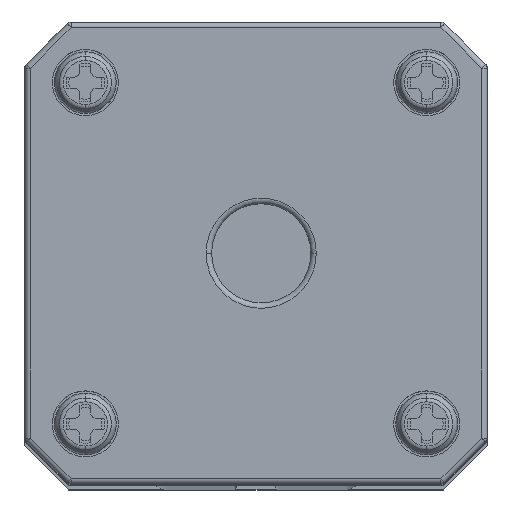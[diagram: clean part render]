
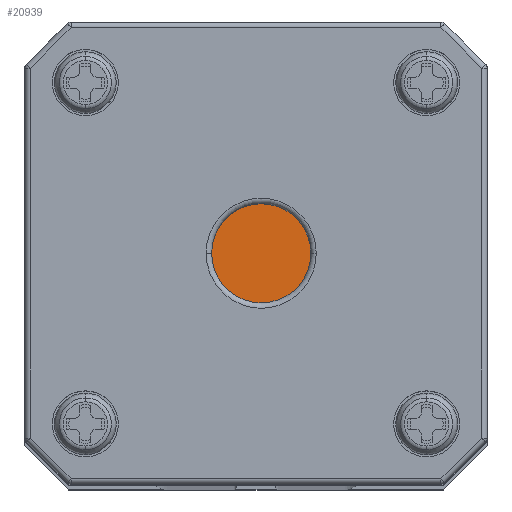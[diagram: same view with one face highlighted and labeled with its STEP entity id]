
A CAD part, top view. The second image highlights one B-rep face of the part: STEP entity #20939.
In plain terms, the highlighted face is planar.
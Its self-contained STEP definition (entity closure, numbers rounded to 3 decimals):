
#1615 = DIRECTION ( 'NONE',  ( 0., -1., 0. ) ) ;
#3878 = AXIS2_PLACEMENT_3D ( 'NONE', #20474, #1615, #7601 ) ;
#7601 = DIRECTION ( 'NONE',  ( 0., 0., -1. ) ) ;
#7992 = EDGE_CURVE ( 'NONE', #32920, #14728, #36350, .T. ) ;
#9384 = DIRECTION ( 'NONE',  ( 0., 0., -1. ) ) ;
#9688 = AXIS2_PLACEMENT_3D ( 'NONE', #28486, #22662, #9384 ) ;
#12132 = ORIENTED_EDGE ( 'NONE', *, *, #7992, .T. ) ;
#12385 = ORIENTED_EDGE ( 'NONE', *, *, #20524, .T. ) ;
#14728 = VERTEX_POINT ( 'NONE', #15472 ) ;
#15029 = FACE_OUTER_BOUND ( 'NONE', #33333, .T. ) ;
#15472 = CARTESIAN_POINT ( 'NONE',  ( 21., 3., -16.027 ) ) ;
#20474 = CARTESIAN_POINT ( 'NONE',  ( 21., 3., -20.527 ) ) ;
#20524 = EDGE_CURVE ( 'NONE', #14728, #32920, #25124, .T. ) ;
#20939 = ADVANCED_FACE ( 'NONE', ( #15029 ), #28108, .T. ) ;
#22662 = DIRECTION ( 'NONE',  ( 0., -1., 0. ) ) ;
#24893 = DIRECTION ( 'NONE',  ( 0., -1., 0. ) ) ;
#25103 = DIRECTION ( 'NONE',  ( 0., 0., -1. ) ) ;
#25124 = CIRCLE ( 'NONE', #3878, 4.5 ) ;
#28108 = PLANE ( 'NONE',  #36739 ) ;
#28260 = CARTESIAN_POINT ( 'NONE',  ( 21., 3., -25.027 ) ) ;
#28486 = CARTESIAN_POINT ( 'NONE',  ( 21., 3., -20.527 ) ) ;
#32920 = VERTEX_POINT ( 'NONE', #28260 ) ;
#33333 = EDGE_LOOP ( 'NONE', ( #12132, #12385 ) ) ;
#36350 = CIRCLE ( 'NONE', #9688, 4.5 ) ;
#36739 = AXIS2_PLACEMENT_3D ( 'NONE', #41370, #24893, #25103 ) ;
#41370 = CARTESIAN_POINT ( 'NONE',  ( 21., 3., -20.527 ) ) ;
